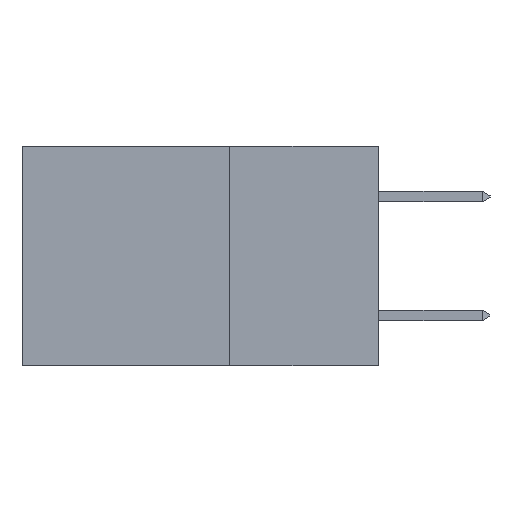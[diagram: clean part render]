
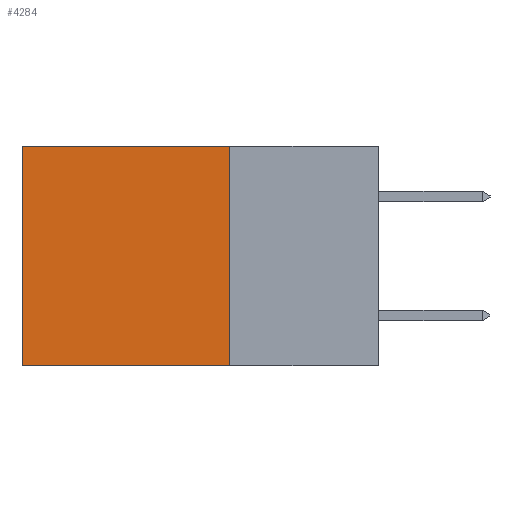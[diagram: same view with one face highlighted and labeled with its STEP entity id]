
A CAD part, left-side view. The second image highlights one B-rep face of the part: STEP entity #4284.
In plain terms, the highlighted planar face has unit normal (-1, 0, 0).
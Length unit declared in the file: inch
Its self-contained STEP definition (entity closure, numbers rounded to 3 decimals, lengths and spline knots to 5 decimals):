
#764 = ORIENTED_EDGE ( 'NONE', *, *, #8884, .T. ) ;
#844 = VERTEX_POINT ( 'NONE', #8843 ) ;
#961 = VERTEX_POINT ( 'NONE', #2598 ) ;
#1086 = DIRECTION ( 'NONE',  ( 1., 0., 0. ) ) ;
#1255 = CARTESIAN_POINT ( 'NONE',  ( 0.298, 0.6, 0. ) ) ;
#1275 = CARTESIAN_POINT ( 'NONE',  ( 0.298, 0.25, 0. ) ) ;
#2466 = DIRECTION ( 'NONE',  ( 0., 1., 0. ) ) ;
#2551 = LINE ( 'NONE', #11881, #7918 ) ;
#2598 = CARTESIAN_POINT ( 'NONE',  ( 0.298, 0.25, -0.37 ) ) ;
#4141 = ORIENTED_EDGE ( 'NONE', *, *, #5546, .F. ) ;
#4284 = ADVANCED_FACE ( 'NONE', ( #12758 ), #5600, .F. ) ;
#4476 = EDGE_LOOP ( 'NONE', ( #764, #4141, #9293, #10565 ) ) ;
#4807 = CARTESIAN_POINT ( 'NONE',  ( 0.298, 0.25, 0. ) ) ;
#5506 = DIRECTION ( 'NONE',  ( 0., 1., 0. ) ) ;
#5546 = EDGE_CURVE ( 'NONE', #961, #6601, #8560, .T. ) ;
#5557 = VECTOR ( 'NONE', #7941, 39.37008 ) ;
#5600 = PLANE ( 'NONE',  #10033 ) ;
#6601 = VERTEX_POINT ( 'NONE', #10361 ) ;
#7562 = LINE ( 'NONE', #4807, #13229 ) ;
#7570 = VECTOR ( 'NONE', #2466, 39.37008 ) ;
#7918 = VECTOR ( 'NONE', #5506, 39.37008 ) ;
#7941 = DIRECTION ( 'NONE',  ( 0., 0., -1. ) ) ;
#7966 = CARTESIAN_POINT ( 'NONE',  ( 0.298, 0.25, -0.37 ) ) ;
#8134 = CARTESIAN_POINT ( 'NONE',  ( 0.298, 0.25, 0. ) ) ;
#8560 = LINE ( 'NONE', #7966, #7570 ) ;
#8671 = LINE ( 'NONE', #1255, #5557 ) ;
#8843 = CARTESIAN_POINT ( 'NONE',  ( 0.298, 0.6, 0. ) ) ;
#8884 = EDGE_CURVE ( 'NONE', #844, #6601, #8671, .T. ) ;
#9293 = ORIENTED_EDGE ( 'NONE', *, *, #13550, .F. ) ;
#10033 = AXIS2_PLACEMENT_3D ( 'NONE', #8134, #1086, #11024 ) ;
#10361 = CARTESIAN_POINT ( 'NONE',  ( 0.298, 0.6, -0.37 ) ) ;
#10565 = ORIENTED_EDGE ( 'NONE', *, *, #12650, .T. ) ;
#11024 = DIRECTION ( 'NONE',  ( 0., 0., -1. ) ) ;
#11881 = CARTESIAN_POINT ( 'NONE',  ( 0.298, 0.25, 0. ) ) ;
#12273 = DIRECTION ( 'NONE',  ( 0., 0., -1. ) ) ;
#12650 = EDGE_CURVE ( 'NONE', #12774, #844, #2551, .T. ) ;
#12758 = FACE_OUTER_BOUND ( 'NONE', #4476, .T. ) ;
#12774 = VERTEX_POINT ( 'NONE', #1275 ) ;
#13229 = VECTOR ( 'NONE', #12273, 39.37008 ) ;
#13550 = EDGE_CURVE ( 'NONE', #12774, #961, #7562, .T. ) ;
